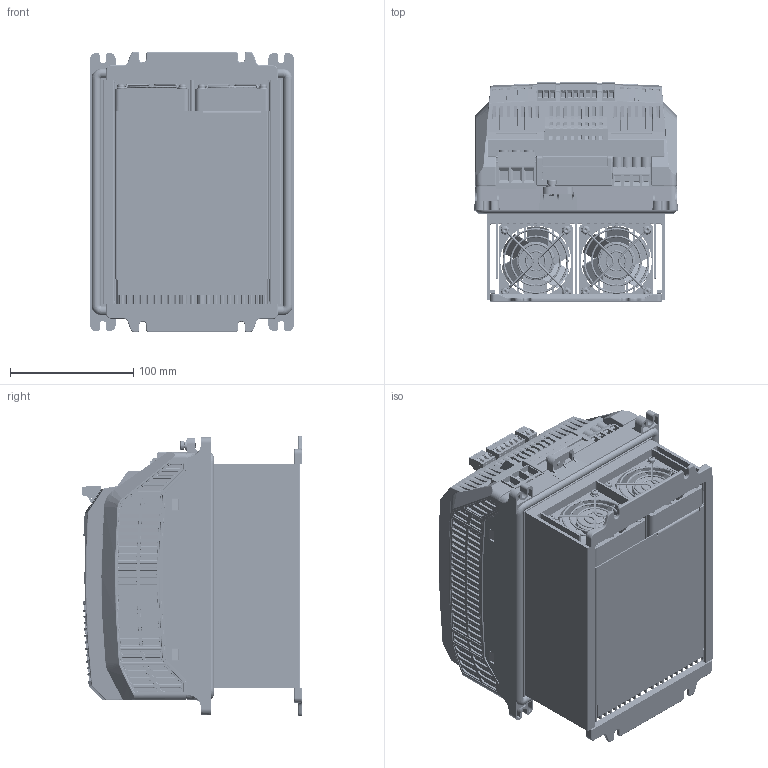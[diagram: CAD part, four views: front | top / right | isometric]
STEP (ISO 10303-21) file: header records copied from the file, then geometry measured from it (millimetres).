
FILE_DESCRIPTION (( 'STEP AP203' ), '1' );
FILE_NAME ('Coolvert.Heatsink.Single Phase (ENVELOPE).STEP', '2022-03-10T15:24:34', ( '' ), ( '' ), 'SwSTEP 2.0', 'SolidWorks 2021', '' );
FILE_SCHEMA (( 'CONFIG_CONTROL_DESIGN' ));
Products named in the file (1): Coolvert.Heatsink.Single Phase (ENVELOPE)
Bounding box: 165.34 x 178.41 x 228 mm (x, y, z)
Volume: 3774879.5 mm3; surface area: 748639.3 mm2
Topology: 1 solids, 12 shells, 7448 faces, 20081 edges, 12655 vertices
Faces by surface type: plane 2991, cylinder 2049, torus 900, cone 789, bspline 687, sphere 32
Entity records: 274486 total; most frequent: CARTESIAN_POINT 97411, ORIENTED_EDGE 39788, DIRECTION 34212, EDGE_CURVE 19894, VERTEX_POINT 12655, AXIS2_PLACEMENT_3D 12168, VECTOR 9876, LINE 9876
